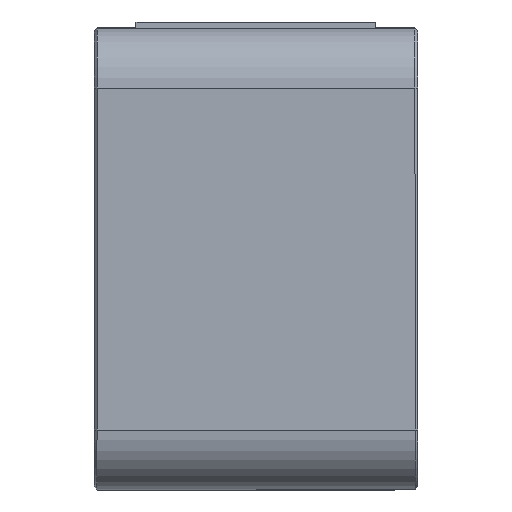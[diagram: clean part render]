
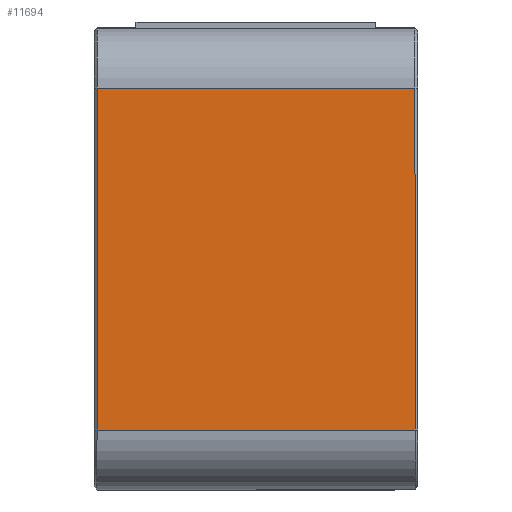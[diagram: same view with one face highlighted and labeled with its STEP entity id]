
A CAD part, front view. The second image highlights one B-rep face of the part: STEP entity #11694.
In plain terms, the highlighted planar face has unit normal (0, -1, 0).
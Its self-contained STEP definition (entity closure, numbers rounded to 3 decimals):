
#11224=CARTESIAN_POINT('',(-22.4,-67.,-30.));
#11225=VERTEX_POINT('',#11224);
#11241=CARTESIAN_POINT('',(30.6,-67.,-30.0));
#11242=VERTEX_POINT('',#11241);
#11250=CARTESIAN_POINT('',(30.6,-67.,-30.0));
#11251=DIRECTION('',(-1.0,0.0,0.0));
#11252=VECTOR('',#11251,53.);
#11253=LINE('',#11250,#11252);
#11254=EDGE_CURVE('',#11242,#11225,#11253,.T.);
#11510=CARTESIAN_POINT('',(30.6,-67.,27.));
#11511=VERTEX_POINT('',#11510);
#11535=CARTESIAN_POINT('',(30.6,-67.,27.));
#11536=DIRECTION('',(0.0,0.0,-1.0));
#11537=VECTOR('',#11536,57.);
#11538=LINE('',#11535,#11537);
#11539=EDGE_CURVE('',#11511,#11242,#11538,.T.);
#11671=CARTESIAN_POINT('',(4.1,-67.,-1.5));
#11672=DIRECTION('',(0.0,1.0,0.0));
#11673=DIRECTION('',(0.0,0.0,1.0));
#11674=AXIS2_PLACEMENT_3D('',#11671,#11672,#11673);
#11675=PLANE('',#11674);
#11676=CARTESIAN_POINT('',(-22.4,-67.,27.));
#11677=VERTEX_POINT('',#11676);
#11678=CARTESIAN_POINT('',(-22.4,-67.,-30.));
#11679=DIRECTION('',(0.0,0.0,1.0));
#11680=VECTOR('',#11679,57.);
#11681=LINE('',#11678,#11680);
#11682=EDGE_CURVE('',#11225,#11677,#11681,.T.);
#11683=ORIENTED_EDGE('',*,*,#11682,.F.);
#11684=ORIENTED_EDGE('',*,*,#11254,.F.);
#11685=ORIENTED_EDGE('',*,*,#11539,.F.);
#11686=CARTESIAN_POINT('',(-22.4,-67.,27.));
#11687=DIRECTION('',(1.0,0.0,0.0));
#11688=VECTOR('',#11687,53.);
#11689=LINE('',#11686,#11688);
#11690=EDGE_CURVE('',#11677,#11511,#11689,.T.);
#11691=ORIENTED_EDGE('',*,*,#11690,.F.);
#11692=EDGE_LOOP('',(#11683,#11684,#11685,#11691));
#11693=FACE_OUTER_BOUND('',#11692,.T.);
#11694=ADVANCED_FACE('',(#11693),#11675,.F.);
